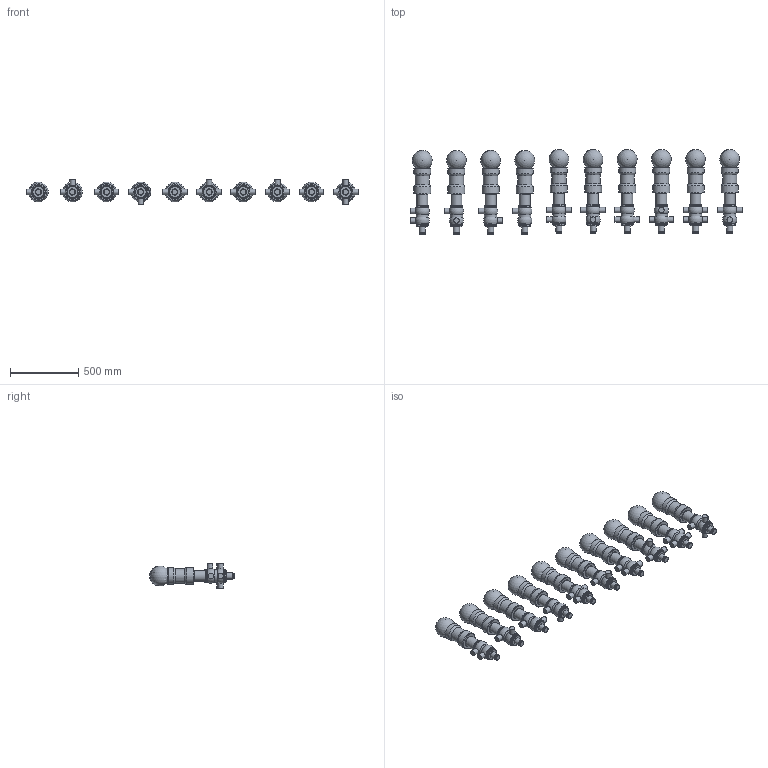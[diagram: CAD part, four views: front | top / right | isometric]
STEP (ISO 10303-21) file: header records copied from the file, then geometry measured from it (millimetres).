
FILE_DESCRIPTION(/* description */ (''),/* implementation_level */ '2;1');
FILE_NAME(/* name */ 'B925-DN040-SAL.stp',/* time_stamp */ '2015-02-10T13:31:55+01:00',/* author */ ('malp-m'),/* organization */ (''),/* preprocessor_version */ 'ST-DEVELOPER v15.6',/* originating_system */ 'Autodesk Inventor 2015',/* authorisation */ '');
FILE_SCHEMA (('AUTOMOTIVE_DESIGN { 1 0 10303 214 3 1 1 }'));
Length unit declared in the file: millimetre
Products named in the file (15): ASSEMBL-B925-DN040; CIL93-B925; Tappo-corpoDN40; B925-DOPPIO-COR-1-0L-DN040-SALD; B925-DOPPIO-COR-1-90L-DN040-SALD; B925-DOPPIO-COR-1-180L-DN040-SALD; B925-DOPPIO-COR-1-270L-DN040-SALD; B925-DOPPIO-COR-2-0LT-DN040-SALD; B925-DOPPIO-COR-2-90LT-DN040-SALD; B925-DOPPIO-COR-3-0TL-DN040-SALD; B925-DOPPIO-COR-3-90TL-DN040-SALD; B925-DOPPIO-COR-4-0TT-DN040-SALD; B925-DOPPIO-COR-4-90TT-DN040-SALD; SAGOMA-GIOTTO; B925-DN040-SAL
Assembly tree (50 placements, depth 2):
  B925-DN040-SAL
    ASSEMBL-B925-DN040  x10
    CIL93-B925  x10
    Tappo-corpoDN40  x10
    B925-DOPPIO-COR-1-0L-DN040-SALD
    B925-DOPPIO-COR-1-90L-DN040-SALD
    B925-DOPPIO-COR-1-180L-DN040-SALD
    B925-DOPPIO-COR-1-270L-DN040-SALD
    B925-DOPPIO-COR-2-0LT-DN040-SALD
    B925-DOPPIO-COR-2-90LT-DN040-SALD
    B925-DOPPIO-COR-3-0TL-DN040-SALD
    B925-DOPPIO-COR-3-90TL-DN040-SALD
    B925-DOPPIO-COR-4-0TT-DN040-SALD
    B925-DOPPIO-COR-4-90TT-DN040-SALD
    SAGOMA-GIOTTO  x10
Bounding box: 2430 x 621.89 x 180 mm (x, y, z)
Volume: 52749302.6 mm3; surface area: 3055944.7 mm2
Topology: 50 solids, 50 shells, 566 faces, 940 edges, 540 vertices
Faces by surface type: cylinder 178, plane 168, torus 110, cone 80, sphere 30
Full cylindrical faces by diameter (mm): 40 x28, 41 x10, 45 x10, 79 x10, 80 x30, 90 x50, 105 x10, 124 x30
Entity records: 6036 total; most frequent: DIRECTION 1214, CARTESIAN_POINT 871, AXIS2_PLACEMENT_3D 607, EDGE_LOOP 528, ORIENTED_EDGE 528, ADVANCED_FACE 278, FACE_OUTER_BOUND 277, CIRCLE 264
